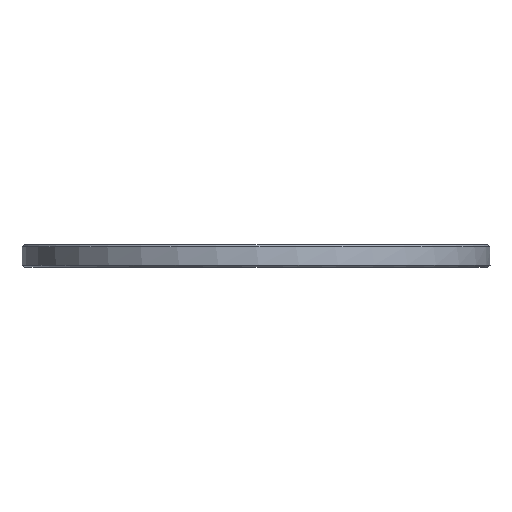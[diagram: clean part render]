
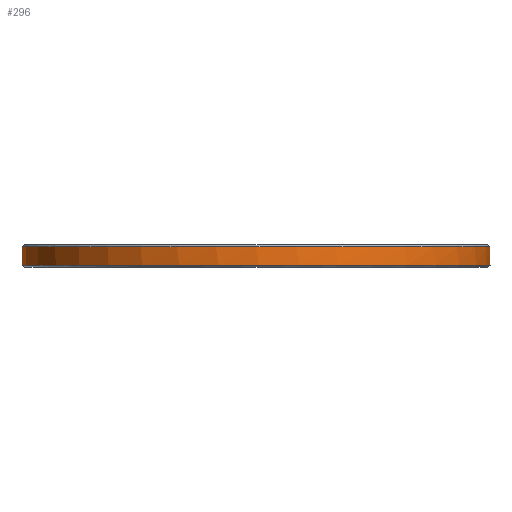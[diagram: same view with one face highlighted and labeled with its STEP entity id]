
A CAD part, front view. The second image highlights one B-rep face of the part: STEP entity #296.
In plain terms, the highlighted cylindrical face has radius 25.845 mm (diameter 51.689 mm), a full revolution.
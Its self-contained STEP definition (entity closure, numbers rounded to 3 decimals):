
#6 = CIRCLE ( 'NONE', #103, 25.845 ) ;
#19 = CARTESIAN_POINT ( 'NONE',  ( 25.845, 0., -2.25 ) ) ;
#22 = LINE ( 'NONE', #117, #573 ) ;
#26 = CARTESIAN_POINT ( 'NONE',  ( 0., 0., -0.25 ) ) ;
#27 = DIRECTION ( 'NONE',  ( 0., 0., 1. ) ) ;
#29 = ORIENTED_EDGE ( 'NONE', *, *, #430, .T. ) ;
#39 = ORIENTED_EDGE ( 'NONE', *, *, #569, .T. ) ;
#55 = EDGE_CURVE ( 'NONE', #113, #113, #404, .T. ) ;
#64 = CARTESIAN_POINT ( 'NONE',  ( -25.838, -0.6, -0.9 ) ) ;
#72 = DIRECTION ( 'NONE',  ( 0., -1., 0. ) ) ;
#77 = ORIENTED_EDGE ( 'NONE', *, *, #55, .F. ) ;
#82 = EDGE_LOOP ( 'NONE', ( #77 ) ) ;
#94 = AXIS2_PLACEMENT_3D ( 'NONE', #149, #509, #95 ) ;
#95 = DIRECTION ( 'NONE',  ( 1., 0., 0. ) ) ;
#103 = AXIS2_PLACEMENT_3D ( 'NONE', #222, #533, #498 ) ;
#108 = VERTEX_POINT ( 'NONE', #251 ) ;
#113 = VERTEX_POINT ( 'NONE', #19 ) ;
#117 = CARTESIAN_POINT ( 'NONE',  ( -25.838, 0.6, -0.9 ) ) ;
#118 = CARTESIAN_POINT ( 'NONE',  ( 0., 0., -0.9 ) ) ;
#127 = AXIS2_PLACEMENT_3D ( 'NONE', #441, #27, #575 ) ;
#128 = DIRECTION ( 'NONE',  ( 0., -1., 0. ) ) ;
#149 = CARTESIAN_POINT ( 'NONE',  ( 0., 0., -2.25 ) ) ;
#153 = CIRCLE ( 'NONE', #232, 25.845 ) ;
#154 = CARTESIAN_POINT ( 'NONE',  ( 0., 0., -0.9 ) ) ;
#162 = ORIENTED_EDGE ( 'NONE', *, *, #164, .F. ) ;
#164 = EDGE_CURVE ( 'NONE', #417, #463, #153, .T. ) ;
#168 = CARTESIAN_POINT ( 'NONE',  ( -25.838, -0.6, -0.9 ) ) ;
#191 = ORIENTED_EDGE ( 'NONE', *, *, #257, .T. ) ;
#206 = AXIS2_PLACEMENT_3D ( 'NONE', #118, #525, #128 ) ;
#222 = CARTESIAN_POINT ( 'NONE',  ( 0., 0., -0.25 ) ) ;
#232 = AXIS2_PLACEMENT_3D ( 'NONE', #154, #379, #557 ) ;
#244 = EDGE_CURVE ( 'NONE', #556, #591, #486, .T. ) ;
#251 = CARTESIAN_POINT ( 'NONE',  ( 25.838, 0.6, -0.25 ) ) ;
#253 = VERTEX_POINT ( 'NONE', #269 ) ;
#254 = DIRECTION ( 'NONE',  ( 0., 0., -1. ) ) ;
#257 = EDGE_CURVE ( 'NONE', #417, #384, #393, .T. ) ;
#259 = FACE_OUTER_BOUND ( 'NONE', #82, .T. ) ;
#261 = FACE_OUTER_BOUND ( 'NONE', #505, .T. ) ;
#269 = CARTESIAN_POINT ( 'NONE',  ( -25.838, 0.6, -0.25 ) ) ;
#270 = VECTOR ( 'NONE', #537, 1000. ) ;
#275 = LINE ( 'NONE', #542, #270 ) ;
#285 = EDGE_CURVE ( 'NONE', #548, #591, #337, .T. ) ;
#290 = CARTESIAN_POINT ( 'NONE',  ( 25.838, -0.6, -0.25 ) ) ;
#296 = ADVANCED_FACE ( 'NONE', ( #259, #261 ), #442, .T. ) ;
#315 = AXIS2_PLACEMENT_3D ( 'NONE', #26, #254, #72 ) ;
#319 = CARTESIAN_POINT ( 'NONE',  ( 25.838, -0.6, -0.9 ) ) ;
#337 = CIRCLE ( 'NONE', #206, 25.845 ) ;
#342 = CARTESIAN_POINT ( 'NONE',  ( -25.838, 0.6, -0.9 ) ) ;
#356 = CARTESIAN_POINT ( 'NONE',  ( 25.838, -0.6, -0.9 ) ) ;
#359 = ORIENTED_EDGE ( 'NONE', *, *, #526, .T. ) ;
#379 = DIRECTION ( 'NONE',  ( 0., 0., 1. ) ) ;
#384 = VERTEX_POINT ( 'NONE', #290 ) ;
#393 = LINE ( 'NONE', #356, #462 ) ;
#403 = DIRECTION ( 'NONE',  ( 0., 0., 1. ) ) ;
#404 = CIRCLE ( 'NONE', #94, 25.845 ) ;
#405 = CARTESIAN_POINT ( 'NONE',  ( 25.838, 0.6, -0.9 ) ) ;
#417 = VERTEX_POINT ( 'NONE', #319 ) ;
#421 = CIRCLE ( 'NONE', #315, 25.845 ) ;
#430 = EDGE_CURVE ( 'NONE', #108, #463, #275, .T. ) ;
#434 = CARTESIAN_POINT ( 'NONE',  ( -25.838, -0.6, -0.25 ) ) ;
#436 = ORIENTED_EDGE ( 'NONE', *, *, #285, .F. ) ;
#441 = CARTESIAN_POINT ( 'NONE',  ( 0., 0., -2.5 ) ) ;
#442 = CYLINDRICAL_SURFACE ( 'NONE', #127, 25.845 ) ;
#443 = EDGE_CURVE ( 'NONE', #384, #556, #6, .T. ) ;
#462 = VECTOR ( 'NONE', #403, 1000. ) ;
#463 = VERTEX_POINT ( 'NONE', #405 ) ;
#475 = ORIENTED_EDGE ( 'NONE', *, *, #244, .T. ) ;
#478 = ORIENTED_EDGE ( 'NONE', *, *, #443, .T. ) ;
#479 = DIRECTION ( 'NONE',  ( 0., 0., 1. ) ) ;
#486 = LINE ( 'NONE', #168, #536 ) ;
#498 = DIRECTION ( 'NONE',  ( 0., -1., 0. ) ) ;
#505 = EDGE_LOOP ( 'NONE', ( #475, #436, #359, #39, #29, #162, #191, #478 ) ) ;
#509 = DIRECTION ( 'NONE',  ( 0., 0., -1. ) ) ;
#525 = DIRECTION ( 'NONE',  ( 0., 0., 1. ) ) ;
#526 = EDGE_CURVE ( 'NONE', #548, #253, #22, .T. ) ;
#533 = DIRECTION ( 'NONE',  ( 0., 0., -1. ) ) ;
#536 = VECTOR ( 'NONE', #580, 1000. ) ;
#537 = DIRECTION ( 'NONE',  ( 0., 0., -1. ) ) ;
#542 = CARTESIAN_POINT ( 'NONE',  ( 25.838, 0.6, -0.9 ) ) ;
#548 = VERTEX_POINT ( 'NONE', #342 ) ;
#556 = VERTEX_POINT ( 'NONE', #434 ) ;
#557 = DIRECTION ( 'NONE',  ( 0., -1., 0. ) ) ;
#569 = EDGE_CURVE ( 'NONE', #253, #108, #421, .T. ) ;
#573 = VECTOR ( 'NONE', #479, 1000. ) ;
#575 = DIRECTION ( 'NONE',  ( 0., -1., 0. ) ) ;
#580 = DIRECTION ( 'NONE',  ( 0., 0., -1. ) ) ;
#591 = VERTEX_POINT ( 'NONE', #64 ) ;
